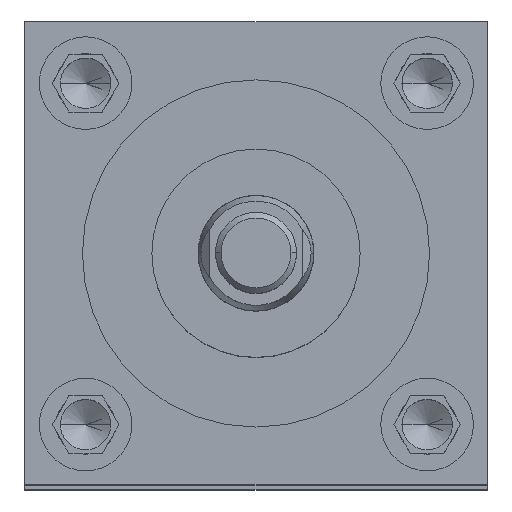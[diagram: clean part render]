
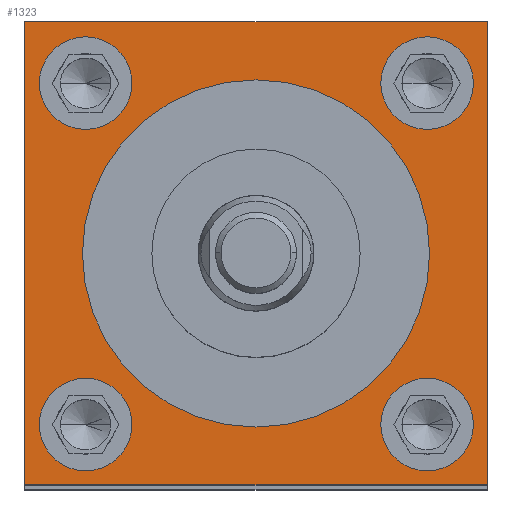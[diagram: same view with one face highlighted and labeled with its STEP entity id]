
A CAD part, top view. The second image highlights one B-rep face of the part: STEP entity #1323.
In plain terms, the highlighted planar face has unit normal (0, 0, 1).
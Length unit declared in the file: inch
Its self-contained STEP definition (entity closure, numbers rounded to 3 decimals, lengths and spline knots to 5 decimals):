
#5 = CARTESIAN_POINT ( 'NONE',  ( -0.92, 0.92, 15.625 ) ) ;
#6 = ORIENTED_EDGE ( 'NONE', *, *, #2651, .T. ) ;
#45 = FACE_BOUND ( 'NONE', #3016, .T. ) ;
#76 = EDGE_LOOP ( 'NONE', ( #6223, #5974, #1217, #6 ) ) ;
#107 = DIRECTION ( 'NONE',  ( 1., 0., 0. ) ) ;
#136 = EDGE_LOOP ( 'NONE', ( #382, #4588 ) ) ;
#154 = VERTEX_POINT ( 'NONE', #5354 ) ;
#305 = LINE ( 'NONE', #1421, #4302 ) ;
#363 = CIRCLE ( 'NONE', #3073, 0.25 ) ;
#382 = ORIENTED_EDGE ( 'NONE', *, *, #899, .F. ) ;
#413 = VERTEX_POINT ( 'NONE', #5912 ) ;
#454 = DIRECTION ( 'NONE',  ( 0., 0., 1. ) ) ;
#467 = FACE_BOUND ( 'NONE', #4765, .T. ) ;
#505 = DIRECTION ( 'NONE',  ( -1., 0., 0. ) ) ;
#541 = FACE_OUTER_BOUND ( 'NONE', #76, .T. ) ;
#545 = VERTEX_POINT ( 'NONE', #4492 ) ;
#561 = EDGE_CURVE ( 'NONE', #1937, #413, #3347, .T. ) ;
#668 = VERTEX_POINT ( 'NONE', #2885 ) ;
#685 = DIRECTION ( 'NONE',  ( 1., 0., 0. ) ) ;
#736 = AXIS2_PLACEMENT_3D ( 'NONE', #1238, #5665, #685 ) ;
#749 = DIRECTION ( 'NONE',  ( 1., 0., 0. ) ) ;
#791 = CARTESIAN_POINT ( 'NONE',  ( -1.25, 1.25, 15.625 ) ) ;
#899 = EDGE_CURVE ( 'NONE', #2404, #1424, #4698, .T. ) ;
#933 = CARTESIAN_POINT ( 'NONE',  ( 0.674, -0.924, 15.625 ) ) ;
#1004 = ORIENTED_EDGE ( 'NONE', *, *, #3011, .F. ) ;
#1043 = EDGE_LOOP ( 'NONE', ( #1572, #1460 ) ) ;
#1072 = CARTESIAN_POINT ( 'NONE',  ( 1.174, 0.92, 15.625 ) ) ;
#1093 = EDGE_CURVE ( 'NONE', #1245, #4779, #5825, .T. ) ;
#1123 = FACE_BOUND ( 'NONE', #1043, .T. ) ;
#1140 = VERTEX_POINT ( 'NONE', #5065 ) ;
#1205 = DIRECTION ( 'NONE',  ( 1., 0., 0. ) ) ;
#1211 = AXIS2_PLACEMENT_3D ( 'NONE', #3226, #4260, #505 ) ;
#1217 = ORIENTED_EDGE ( 'NONE', *, *, #2768, .T. ) ;
#1238 = CARTESIAN_POINT ( 'NONE',  ( 0.924, -0.924, 15.625 ) ) ;
#1245 = VERTEX_POINT ( 'NONE', #2560 ) ;
#1264 = AXIS2_PLACEMENT_3D ( 'NONE', #5129, #2421, #1308 ) ;
#1308 = DIRECTION ( 'NONE',  ( 1., 0., 0. ) ) ;
#1323 = ADVANCED_FACE ( 'NONE', ( #45, #2202, #3154, #1123, #467, #541 ), #2095, .F. ) ;
#1382 = CARTESIAN_POINT ( 'NONE',  ( -0.67, -0.924, 15.625 ) ) ;
#1421 = CARTESIAN_POINT ( 'NONE',  ( 1.25, -1.25, 15.625 ) ) ;
#1424 = VERTEX_POINT ( 'NONE', #6125 ) ;
#1460 = ORIENTED_EDGE ( 'NONE', *, *, #561, .F. ) ;
#1572 = ORIENTED_EDGE ( 'NONE', *, *, #3592, .F. ) ;
#1574 = CARTESIAN_POINT ( 'NONE',  ( 1.174, -0.924, 15.625 ) ) ;
#1748 = LINE ( 'NONE', #791, #6922 ) ;
#1777 = VECTOR ( 'NONE', #3931, 39.37008 ) ;
#1937 = VERTEX_POINT ( 'NONE', #3572 ) ;
#1954 = DIRECTION ( 'NONE',  ( 0., -1., 0. ) ) ;
#2009 = CARTESIAN_POINT ( 'NONE',  ( -0.92, 0.92, 15.625 ) ) ;
#2077 = CIRCLE ( 'NONE', #5721, 0.25 ) ;
#2095 = PLANE ( 'NONE',  #1211 ) ;
#2202 = FACE_BOUND ( 'NONE', #6324, .T. ) ;
#2381 = EDGE_CURVE ( 'NONE', #668, #1140, #6805, .T. ) ;
#2404 = VERTEX_POINT ( 'NONE', #1382 ) ;
#2421 = DIRECTION ( 'NONE',  ( 0., 0., 1. ) ) ;
#2560 = CARTESIAN_POINT ( 'NONE',  ( 0.674, 0.92, 15.625 ) ) ;
#2651 = EDGE_CURVE ( 'NONE', #2784, #668, #1748, .T. ) ;
#2722 = CARTESIAN_POINT ( 'NONE',  ( 0.924, -0.924, 15.625 ) ) ;
#2768 = EDGE_CURVE ( 'NONE', #6756, #2784, #305, .T. ) ;
#2774 = ORIENTED_EDGE ( 'NONE', *, *, #5723, .F. ) ;
#2784 = VERTEX_POINT ( 'NONE', #4645 ) ;
#2832 = CARTESIAN_POINT ( 'NONE',  ( 0., 0., 15.625 ) ) ;
#2853 = AXIS2_PLACEMENT_3D ( 'NONE', #2722, #5377, #5942 ) ;
#2885 = CARTESIAN_POINT ( 'NONE',  ( -1.25, 1.25, 15.625 ) ) ;
#3011 = EDGE_CURVE ( 'NONE', #4637, #6005, #6417, .T. ) ;
#3016 = EDGE_LOOP ( 'NONE', ( #4859, #1004 ) ) ;
#3050 = DIRECTION ( 'NONE',  ( 0., 0., 1. ) ) ;
#3073 = AXIS2_PLACEMENT_3D ( 'NONE', #3371, #4566, #749 ) ;
#3154 = FACE_BOUND ( 'NONE', #136, .T. ) ;
#3226 = CARTESIAN_POINT ( 'NONE',  ( -1.25, 1.25, 15.625 ) ) ;
#3318 = EDGE_CURVE ( 'NONE', #1140, #6756, #4479, .T. ) ;
#3338 = ORIENTED_EDGE ( 'NONE', *, *, #3640, .F. ) ;
#3347 = CIRCLE ( 'NONE', #6878, 0.25 ) ;
#3371 = CARTESIAN_POINT ( 'NONE',  ( -0.92, -0.924, 15.625 ) ) ;
#3540 = AXIS2_PLACEMENT_3D ( 'NONE', #4382, #5487, #4416 ) ;
#3572 = CARTESIAN_POINT ( 'NONE',  ( -1.17, 0.92, 15.625 ) ) ;
#3592 = EDGE_CURVE ( 'NONE', #413, #1937, #2077, .T. ) ;
#3600 = DIRECTION ( 'NONE',  ( 0., 1., 0. ) ) ;
#3612 = DIRECTION ( 'NONE',  ( 1., 0., 0. ) ) ;
#3640 = EDGE_CURVE ( 'NONE', #4779, #1245, #5038, .T. ) ;
#3681 = DIRECTION ( 'NONE',  ( 0., 0., 1. ) ) ;
#3931 = DIRECTION ( 'NONE',  ( 1., 0., 0. ) ) ;
#4095 = CARTESIAN_POINT ( 'NONE',  ( -1.25, -1.25, 15.625 ) ) ;
#4180 = DIRECTION ( 'NONE',  ( 1., 0., 0. ) ) ;
#4225 = AXIS2_PLACEMENT_3D ( 'NONE', #5734, #3050, #6336 ) ;
#4231 = CIRCLE ( 'NONE', #6292, 0.9375 ) ;
#4260 = DIRECTION ( 'NONE',  ( 0., 0., -1. ) ) ;
#4302 = VECTOR ( 'NONE', #3600, 39.37008 ) ;
#4382 = CARTESIAN_POINT ( 'NONE',  ( -0.92, -0.924, 15.625 ) ) ;
#4404 = CARTESIAN_POINT ( 'NONE',  ( -1.25, -1.25, 15.625 ) ) ;
#4416 = DIRECTION ( 'NONE',  ( 1., 0., 0. ) ) ;
#4479 = LINE ( 'NONE', #4404, #1777 ) ;
#4492 = CARTESIAN_POINT ( 'NONE',  ( 0.9375, 0., 15.625 ) ) ;
#4566 = DIRECTION ( 'NONE',  ( 0., 0., 1. ) ) ;
#4588 = ORIENTED_EDGE ( 'NONE', *, *, #6671, .F. ) ;
#4610 = DIRECTION ( 'NONE',  ( -1., 0., 0. ) ) ;
#4637 = VERTEX_POINT ( 'NONE', #933 ) ;
#4645 = CARTESIAN_POINT ( 'NONE',  ( 1.25, 1.25, 15.625 ) ) ;
#4698 = CIRCLE ( 'NONE', #3540, 0.25 ) ;
#4765 = EDGE_LOOP ( 'NONE', ( #4985, #2774 ) ) ;
#4779 = VERTEX_POINT ( 'NONE', #1072 ) ;
#4859 = ORIENTED_EDGE ( 'NONE', *, *, #6972, .F. ) ;
#4985 = ORIENTED_EDGE ( 'NONE', *, *, #5454, .F. ) ;
#5038 = CIRCLE ( 'NONE', #6855, 0.25 ) ;
#5065 = CARTESIAN_POINT ( 'NONE',  ( -1.25, -1.25, 15.625 ) ) ;
#5129 = CARTESIAN_POINT ( 'NONE',  ( 0.924, 0.92, 15.625 ) ) ;
#5162 = CARTESIAN_POINT ( 'NONE',  ( 1.25, -1.25, 15.625 ) ) ;
#5354 = CARTESIAN_POINT ( 'NONE',  ( -0.9375, 0., 15.625 ) ) ;
#5377 = DIRECTION ( 'NONE',  ( 0., 0., 1. ) ) ;
#5387 = VECTOR ( 'NONE', #1954, 39.37008 ) ;
#5441 = ORIENTED_EDGE ( 'NONE', *, *, #1093, .F. ) ;
#5454 = EDGE_CURVE ( 'NONE', #545, #154, #6287, .T. ) ;
#5487 = DIRECTION ( 'NONE',  ( 0., 0., 1. ) ) ;
#5585 = DIRECTION ( 'NONE',  ( 0., 0., 1. ) ) ;
#5598 = CIRCLE ( 'NONE', #2853, 0.25 ) ;
#5665 = DIRECTION ( 'NONE',  ( 0., 0., 1. ) ) ;
#5721 = AXIS2_PLACEMENT_3D ( 'NONE', #2009, #454, #4180 ) ;
#5723 = EDGE_CURVE ( 'NONE', #154, #545, #4231, .T. ) ;
#5734 = CARTESIAN_POINT ( 'NONE',  ( 0., 0., 15.625 ) ) ;
#5825 = CIRCLE ( 'NONE', #1264, 0.25 ) ;
#5826 = CARTESIAN_POINT ( 'NONE',  ( 0.924, 0.92, 15.625 ) ) ;
#5912 = CARTESIAN_POINT ( 'NONE',  ( -0.67, 0.92, 15.625 ) ) ;
#5942 = DIRECTION ( 'NONE',  ( 1., 0., 0. ) ) ;
#5974 = ORIENTED_EDGE ( 'NONE', *, *, #3318, .T. ) ;
#6005 = VERTEX_POINT ( 'NONE', #1574 ) ;
#6125 = CARTESIAN_POINT ( 'NONE',  ( -1.17, -0.924, 15.625 ) ) ;
#6223 = ORIENTED_EDGE ( 'NONE', *, *, #2381, .T. ) ;
#6248 = DIRECTION ( 'NONE',  ( 0., 0., 1. ) ) ;
#6287 = CIRCLE ( 'NONE', #4225, 0.9375 ) ;
#6292 = AXIS2_PLACEMENT_3D ( 'NONE', #2832, #5585, #107 ) ;
#6324 = EDGE_LOOP ( 'NONE', ( #3338, #5441 ) ) ;
#6336 = DIRECTION ( 'NONE',  ( 1., 0., 0. ) ) ;
#6417 = CIRCLE ( 'NONE', #736, 0.25 ) ;
#6671 = EDGE_CURVE ( 'NONE', #1424, #2404, #363, .T. ) ;
#6756 = VERTEX_POINT ( 'NONE', #5162 ) ;
#6805 = LINE ( 'NONE', #4095, #5387 ) ;
#6855 = AXIS2_PLACEMENT_3D ( 'NONE', #5826, #3681, #3612 ) ;
#6878 = AXIS2_PLACEMENT_3D ( 'NONE', #5, #6248, #1205 ) ;
#6922 = VECTOR ( 'NONE', #4610, 39.37008 ) ;
#6972 = EDGE_CURVE ( 'NONE', #6005, #4637, #5598, .T. ) ;
